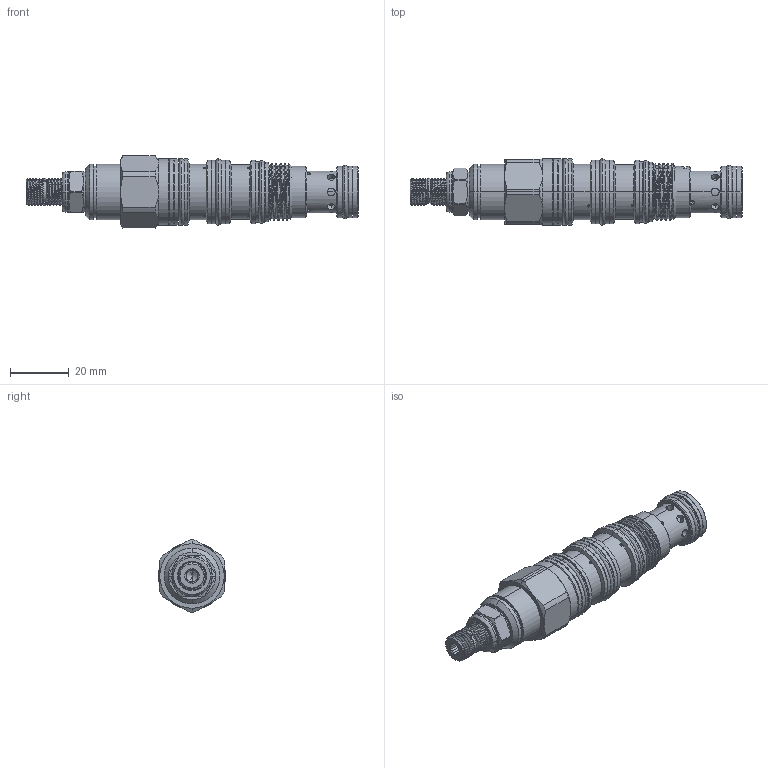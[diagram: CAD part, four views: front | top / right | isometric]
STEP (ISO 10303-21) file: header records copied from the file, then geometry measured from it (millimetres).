
FILE_DESCRIPTION (( 'STEP AP203' ), '1' );
FILE_NAME ('QP21A4A(42)(43)(45)-L.STEP', '2022-06-17T08:18:02', ( '' ), ( '' ), 'SwSTEP 2.0', 'SolidWorks 2018', '' );
FILE_SCHEMA (( 'CONFIG_CONTROL_DESIGN' ));
Length unit declared in the file: millimetre
Products named in the file (1): QP21A4A(42)(43)(45)-L
Bounding box: 113.26 x 22.98 x 24.6 mm (x, y, z)
Volume: 29621.5 mm3; surface area: 12106.1 mm2
Topology: 11 solids, 11 shells, 356 faces, 826 edges, 516 vertices
Faces by surface type: cylinder 184, plane 72, cone 56, torus 32, bspline 10, sphere 2
Entity records: 18941 total; most frequent: CARTESIAN_POINT 11079, ORIENTED_EDGE 1644, DIRECTION 1604, EDGE_CURVE 822, AXIS2_PLACEMENT_3D 669, VERTEX_POINT 516, EDGE_LOOP 402, ADVANCED_FACE 356
